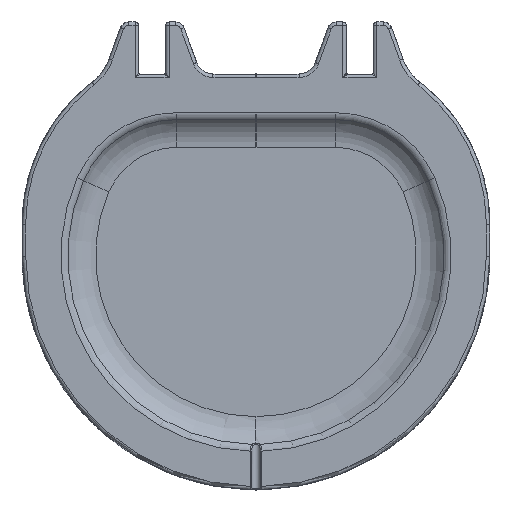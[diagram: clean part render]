
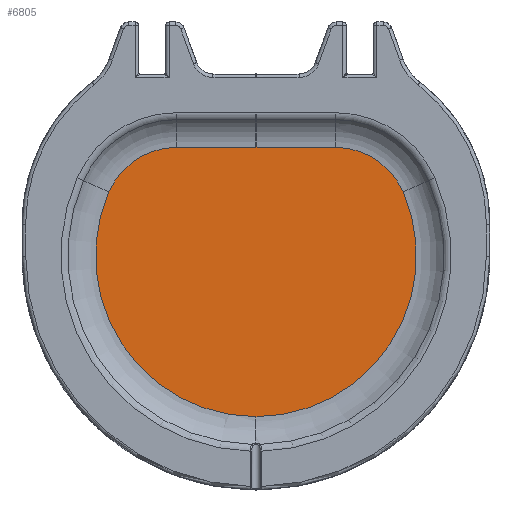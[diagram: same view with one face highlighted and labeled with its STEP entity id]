
A CAD part, left-side view. The second image highlights one B-rep face of the part: STEP entity #6805.
In plain terms, the highlighted planar face has unit normal (-1, 0, 0).
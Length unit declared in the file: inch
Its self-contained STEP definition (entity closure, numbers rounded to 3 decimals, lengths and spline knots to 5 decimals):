
#138=PLANE('',#7517);
#710=LINE('',#18642,#978);
#717=LINE('',#19452,#985);
#978=VECTOR('',#9044,2.66667);
#985=VECTOR('',#9105,2.66667);
#1528=FACE_OUTER_BOUND('',#1997,.T.);
#1997=EDGE_LOOP('',(#5921,#5922,#5923,#5924,#5925,#5926));
#2358=CIRCLE('',#7309,12.35726);
#2362=CIRCLE('',#7314,12.35726);
#2470=CIRCLE('',#7509,5.6906);
#2474=CIRCLE('',#7518,5.6906);
#2924=VERTEX_POINT('',#14734);
#2925=VERTEX_POINT('',#14747);
#2927=VERTEX_POINT('',#14753);
#3014=VERTEX_POINT('',#16642);
#3053=VERTEX_POINT('',#18641);
#3066=VERTEX_POINT('',#19451);
#3741=EDGE_CURVE('',#2925,#2924,#2358,.T.);
#3745=EDGE_CURVE('',#2927,#2924,#2362,.T.);
#4005=EDGE_CURVE('',#3053,#3014,#710,.T.);
#4035=EDGE_CURVE('',#3053,#2927,#2470,.T.);
#4043=EDGE_CURVE('',#3066,#3014,#717,.T.);
#4044=EDGE_CURVE('',#3066,#2925,#2474,.T.);
#5921=ORIENTED_EDGE('',*,*,#4043,.F.);
#5922=ORIENTED_EDGE('',*,*,#4044,.T.);
#5923=ORIENTED_EDGE('',*,*,#3741,.T.);
#5924=ORIENTED_EDGE('',*,*,#3745,.F.);
#5925=ORIENTED_EDGE('',*,*,#4035,.F.);
#5926=ORIENTED_EDGE('',*,*,#4005,.T.);
#6805=ADVANCED_FACE('',(#1528),#138,.T.);
#7309=AXIS2_PLACEMENT_3D('',#14748,#8636,#8637);
#7314=AXIS2_PLACEMENT_3D('',#14755,#8646,#8647);
#7509=AXIS2_PLACEMENT_3D('',#19293,#9085,#9086);
#7517=AXIS2_PLACEMENT_3D('',#19450,#9103,#9104);
#7518=AXIS2_PLACEMENT_3D('',#19453,#9106,#9107);
#8636=DIRECTION('center_axis',(-1.,0.,0.));
#8637=DIRECTION('ref_axis',(0.,0.917,-0.4));
#8646=DIRECTION('center_axis',(1.,0.,0.));
#8647=DIRECTION('ref_axis',(0.,-0.917,-0.4));
#9044=DIRECTION('',(0.,1.,0.));
#9085=DIRECTION('center_axis',(1.,0.,0.));
#9086=DIRECTION('ref_axis',(0.,0.,-1.));
#9103=DIRECTION('center_axis',(-1.,0.,0.));
#9104=DIRECTION('ref_axis',(0.,-1.,0.));
#9105=DIRECTION('',(0.,-1.,0.));
#9106=DIRECTION('center_axis',(-1.,0.,0.));
#9107=DIRECTION('ref_axis',(0.,0.,-1.));
#14734=CARTESIAN_POINT('',(-2.69547,65.54669,-16.91956));
#14747=CARTESIAN_POINT('',(-2.69547,76.85585,0.3806));
#14748=CARTESIAN_POINT('Origin',(-2.69547,65.53023,-4.56231));
#14753=CARTESIAN_POINT('',(-2.69547,54.23752,0.3806));
#14755=CARTESIAN_POINT('Origin',(-2.69547,65.56314,-4.56231));
#16642=CARTESIAN_POINT('',(-2.69547,65.54669,3.79495));
#18641=CARTESIAN_POINT('',(-2.69547,59.45304,3.79495));
#18642=CARTESIAN_POINT('',(-2.69547,62.50809,3.79495));
#19293=CARTESIAN_POINT('Origin',(-2.69547,59.45304,-1.89564));
#19450=CARTESIAN_POINT('Origin',(-2.69547,65.53023,-6.56231));
#19451=CARTESIAN_POINT('',(-2.69547,71.64033,3.79495));
#19452=CARTESIAN_POINT('',(-2.69547,68.58528,3.79495));
#19453=CARTESIAN_POINT('Origin',(-2.69547,71.64033,-1.89564));
